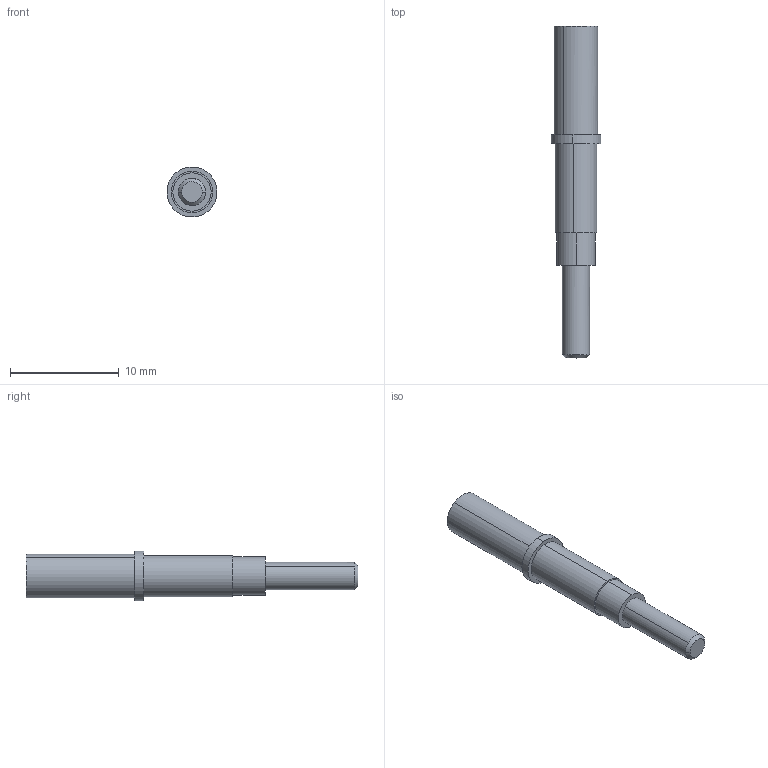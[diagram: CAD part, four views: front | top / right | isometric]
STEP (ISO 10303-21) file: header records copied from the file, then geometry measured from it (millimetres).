
FILE_DESCRIPTION(('Creo Elements/Direct Modeling STEP Export'),'2;1');
FILE_NAME('model.stp','2019-01-23T 7:43:15',(''),(''),'Creo Elements/Direct Modeling STEP processor for AP214 (Solid Model)','Creo Elements/Direct Modeling 18.1I 14-Aug-2016 (C) Parametric Technology GmbH','');
FILE_SCHEMA(('AUTOMOTIVE_DESIGN { 1 0 10303 214 1 1 1 1 }'));
Length unit declared in the file: millimetre
Products named in the file (2): FOC-M12-RS-GOF
Assembly tree (1 placements, depth 2):
  FOC-M12-RS-GOF
    FOC-M12-RS-GOF
Bounding box: 4.59 x 30.5 x 4.59 mm (x, y, z)
Volume: 271.6 mm3; surface area: 410.7 mm2
Topology: 1 solids, 1 shells, 24 faces, 60 edges, 44 vertices
Faces by surface type: cylinder 14, plane 8, cone 2
Entity records: 856 total; most frequent: ORIENTED_EDGE 120, CARTESIAN_POINT 101, DIRECTION 98, EDGE_CURVE 60, VERTEX_POINT 44, AXIS2_PLACEMENT_3D 41, EDGE_LOOP 30, COLOUR_RGB 25
